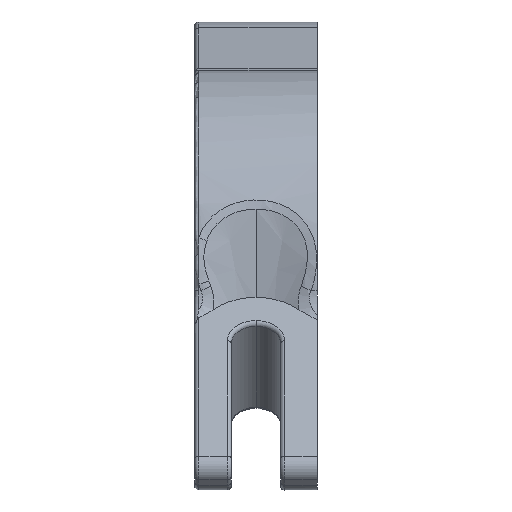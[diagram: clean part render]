
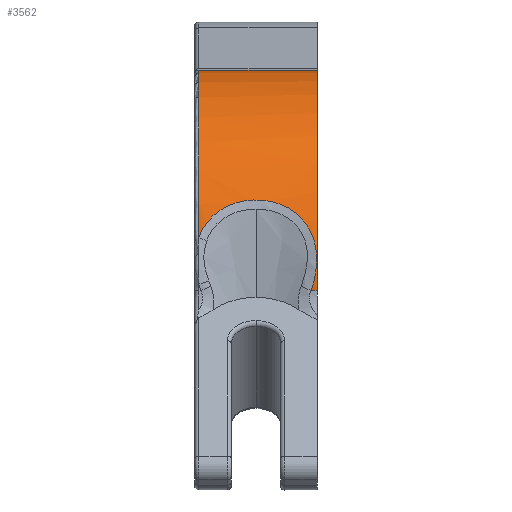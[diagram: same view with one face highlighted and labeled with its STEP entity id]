
A CAD part, left-side view. The second image highlights one B-rep face of the part: STEP entity #3562.
In plain terms, the highlighted cylindrical face has radius 25.3 mm (diameter 50.6 mm), a partial arc.
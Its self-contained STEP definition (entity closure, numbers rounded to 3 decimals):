
#4 = ORIENTED_EDGE ( 'NONE', *, *, #3630, .T. ) ;
#40 = CARTESIAN_POINT ( 'NONE',  ( -24.179, 2.18, 7.45 ) ) ;
#49 = EDGE_LOOP ( 'NONE', ( #3054, #2670, #3640, #4, #2398 ) ) ;
#135 = CARTESIAN_POINT ( 'NONE',  ( -25.247, 0.728, -1.631 ) ) ;
#286 = CYLINDRICAL_SURFACE ( 'NONE', #2752, 25.3 ) ;
#362 = CARTESIAN_POINT ( 'NONE',  ( -24.153, 12.73, 7.534 ) ) ;
#376 = CARTESIAN_POINT ( 'NONE',  ( 0., 14.5, 25.3 ) ) ;
#386 = CARTESIAN_POINT ( 'NONE',  ( -24.839, 14.5, 4.806 ) ) ;
#451 = LINE ( 'NONE', #3591, #2036 ) ;
#470 = AXIS2_PLACEMENT_3D ( 'NONE', #2634, #3869, #1061 ) ;
#675 = CARTESIAN_POINT ( 'NONE',  ( -24.72, 0.715, 5.404 ) ) ;
#676 = VERTEX_POINT ( 'NONE', #376 ) ;
#690 = EDGE_CURVE ( 'NONE', #676, #2018, #1175, .T. ) ;
#694 = CARTESIAN_POINT ( 'NONE',  ( -24.261, 13.088, 7.18 ) ) ;
#949 = CARTESIAN_POINT ( 'NONE',  ( -23.875, 3.388, 8.377 ) ) ;
#973 = CARTESIAN_POINT ( 'NONE',  ( -24.507, 1.214, 6.29 ) ) ;
#1023 = CARTESIAN_POINT ( 'NONE',  ( -23.5, 6.274, 9.372 ) ) ;
#1061 = DIRECTION ( 'NONE',  ( 0., 0., 1. ) ) ;
#1099 = VECTOR ( 'NONE', #3205, 1000. ) ;
#1131 = CARTESIAN_POINT ( 'NONE',  ( -24.991, 0.259, 3.948 ) ) ;
#1175 = CIRCLE ( 'NONE', #470, 25.3 ) ;
#1299 = CARTESIAN_POINT ( 'NONE',  ( -24.643, 14.121, 5.744 ) ) ;
#1330 = CARTESIAN_POINT ( 'NONE',  ( -23.644, 4.783, 9.003 ) ) ;
#1346 = CARTESIAN_POINT ( 'NONE',  ( -24.426, 13.573, 6.597 ) ) ;
#1367 = CARTESIAN_POINT ( 'NONE',  ( -25.23, 0.08, 1.904 ) ) ;
#1452 = CARTESIAN_POINT ( 'NONE',  ( -25.1, 0.135, 3.189 ) ) ;
#1583 = CARTESIAN_POINT ( 'NONE',  ( -23.586, 5.275, 9.154 ) ) ;
#1604 = CARTESIAN_POINT ( 'NONE',  ( -23.545, 9.351, 9.258 ) ) ;
#1628 = DIRECTION ( 'NONE',  ( 0., 1., 0. ) ) ;
#1653 = CARTESIAN_POINT ( 'NONE',  ( -24.1, 12.54, 7.701 ) ) ;
#1676 = CARTESIAN_POINT ( 'NONE',  ( -23.809, 11.28, 8.562 ) ) ;
#1720 = CARTESIAN_POINT ( 'NONE',  ( -25.318, 0.186, 0.358 ) ) ;
#1901 = EDGE_CURVE ( 'NONE', #2082, #3451, #451, .T. ) ;
#1910 = VERTEX_POINT ( 'NONE', #2331 ) ;
#1916 = CARTESIAN_POINT ( 'NONE',  ( -24.819, 0.527, 4.936 ) ) ;
#1936 = CARTESIAN_POINT ( 'NONE',  ( -23.997, 12.14, 8.015 ) ) ;
#1949 = LINE ( 'NONE', #2631, #1099 ) ;
#1989 = CARTESIAN_POINT ( 'NONE',  ( -23.595, 9.851, 9.132 ) ) ;
#2018 = VERTEX_POINT ( 'NONE', #2314 ) ;
#2036 = VECTOR ( 'NONE', #2368, 1000. ) ;
#2082 = VERTEX_POINT ( 'NONE', #3420 ) ;
#2220 = CARTESIAN_POINT ( 'NONE',  ( -24.562, 1.079, 6.072 ) ) ;
#2243 = CARTESIAN_POINT ( 'NONE',  ( 0., -95.464, 0. ) ) ;
#2266 = CARTESIAN_POINT ( 'NONE',  ( -24.021, 2.763, 7.943 ) ) ;
#2290 = EDGE_CURVE ( 'NONE', #3451, #1910, #2489, .T. ) ;
#2295 = CARTESIAN_POINT ( 'NONE',  ( -23.948, 11.929, 8.161 ) ) ;
#2314 = CARTESIAN_POINT ( 'NONE',  ( -24.839, 14.5, 4.806 ) ) ;
#2331 = CARTESIAN_POINT ( 'NONE',  ( 0., 0., 25.3 ) ) ;
#2368 = DIRECTION ( 'NONE',  ( 0., -1., 0. ) ) ;
#2386 = DIRECTION ( 'NONE',  ( 0., 0., -1. ) ) ;
#2398 = ORIENTED_EDGE ( 'NONE', *, *, #1901, .T. ) ;
#2460 = CARTESIAN_POINT ( 'NONE',  ( 0., 0., 0. ) ) ;
#2489 = CIRCLE ( 'NONE', #2689, 25.3 ) ;
#2529 = CARTESIAN_POINT ( 'NONE',  ( -24.233, 2., 7.273 ) ) ;
#2553 = CARTESIAN_POINT ( 'NONE',  ( -23.497, 8.591, 9.379 ) ) ;
#2578 = CARTESIAN_POINT ( 'NONE',  ( -23.677, 4.539, 8.915 ) ) ;
#2598 = DIRECTION ( 'NONE',  ( 0., 0., 1. ) ) ;
#2631 = CARTESIAN_POINT ( 'NONE',  ( 0., -95.464, 25.3 ) ) ;
#2634 = CARTESIAN_POINT ( 'NONE',  ( 0., 14.5, 0. ) ) ;
#2643 = CARTESIAN_POINT ( 'NONE',  ( -25.185, 0.081, 2.421 ) ) ;
#2670 = ORIENTED_EDGE ( 'NONE', *, *, #4028, .T. ) ;
#2689 = AXIS2_PLACEMENT_3D ( 'NONE', #2460, #3087, #2386 ) ;
#2702 = CARTESIAN_POINT ( 'NONE',  ( -25.248, 0.09, 1.644 ) ) ;
#2752 = AXIS2_PLACEMENT_3D ( 'NONE', #2243, #1628, #2598 ) ;
#2838 = CARTESIAN_POINT ( 'NONE',  ( -23.788, 3.832, 8.619 ) ) ;
#2913 = CARTESIAN_POINT ( 'NONE',  ( -23.472, 7.819, 9.442 ) ) ;
#2930 = CARTESIAN_POINT ( 'NONE',  ( -23.477, 6.783, 9.43 ) ) ;
#3054 = ORIENTED_EDGE ( 'NONE', *, *, #2290, .T. ) ;
#3087 = DIRECTION ( 'NONE',  ( 0., 1., 0. ) ) ;
#3092 = FACE_OUTER_BOUND ( 'NONE', #49, .T. ) ;
#3152 = CARTESIAN_POINT ( 'NONE',  ( -23.728, 10.821, 8.782 ) ) ;
#3191 = CARTESIAN_POINT ( 'NONE',  ( -23.486, 8.335, 9.408 ) ) ;
#3205 = DIRECTION ( 'NONE',  ( 0., 1., 0. ) ) ;
#3245 = CARTESIAN_POINT ( 'NONE',  ( -23.47, 7.557, 9.448 ) ) ;
#3266 = CARTESIAN_POINT ( 'NONE',  ( -24.95, 0.317, 4.2 ) ) ;
#3323 = CARTESIAN_POINT ( 'NONE',  ( -25.066, 0.168, 3.443 ) ) ;
#3348 = CARTESIAN_POINT ( 'NONE',  ( -25.159, 0.091, 2.678 ) ) ;
#3420 = CARTESIAN_POINT ( 'NONE',  ( -25.247, 0.728, -1.631 ) ) ;
#3451 = VERTEX_POINT ( 'NONE', #4003 ) ;
#3486 = CARTESIAN_POINT ( 'NONE',  ( -24.397, 1.506, 6.702 ) ) ;
#3531 = CARTESIAN_POINT ( 'NONE',  ( -24.073, 2.561, 7.785 ) ) ;
#3562 = ADVANCED_FACE ( 'NONE', ( #3092 ), #286, .T. ) ;
#3577 = CARTESIAN_POINT ( 'NONE',  ( -25.311, 0.407, -0.646 ) ) ;
#3591 = CARTESIAN_POINT ( 'NONE',  ( -25.247, -95.464, -1.631 ) ) ;
#3630 = EDGE_CURVE ( 'NONE', #2018, #2082, #3956, .T. ) ;
#3640 = ORIENTED_EDGE ( 'NONE', *, *, #690, .T. ) ;
#3762 = CARTESIAN_POINT ( 'NONE',  ( -23.561, 5.524, 9.217 ) ) ;
#3783 = CARTESIAN_POINT ( 'NONE',  ( -24.342, 1.664, 6.899 ) ) ;
#3811 = CARTESIAN_POINT ( 'NONE',  ( -24.481, 13.721, 6.388 ) ) ;
#3832 = CARTESIAN_POINT ( 'NONE',  ( -24.746, 14.335, 5.288 ) ) ;
#3857 = CARTESIAN_POINT ( 'NONE',  ( -24.315, 13.257, 6.993 ) ) ;
#3869 = DIRECTION ( 'NONE',  ( 0., -1., 0. ) ) ;
#3956 = B_SPLINE_CURVE_WITH_KNOTS ( 'NONE', 3,
 ( #386, #3832, #1299, #3811, #1346, #3857, #694, #362, #1653, #1936, #2295, #1676, #3152, #1989, #1604, #2553, #3191, #2913, #3245, #2930, #1023, #3762, #1583, #1330, #2578, #2838, #949, #2266, #3531, #40, #2529, #3783, #3486, #973, #2220, #675, #1916, #3266, #1131, #3323, #1452, #3348, #2643, #1367, #2702, #1720, #3577, #135 ),
 .UNSPECIFIED., .F., .F.,
 ( 4, 2, 2, 2, 2, 2, 2, 2, 2, 2, 2, 2, 2, 2, 2, 2, 2, 2, 2, 2, 2, 2, 2, 4 ),
 ( 0.007, 0.008, 0.009, 0.01, 0.01, 0.011, 0.013, 0.014, 0.015, 0.016, 0.017, 0.018, 0.019, 0.02, 0.021, 0.022, 0.023, 0.023, 0.025, 0.026, 0.026, 0.027, 0.028, 0.031 ),
 .UNSPECIFIED. ) ;
#4003 = CARTESIAN_POINT ( 'NONE',  ( -25.247, 0., -1.631 ) ) ;
#4028 = EDGE_CURVE ( 'NONE', #1910, #676, #1949, .T. ) ;
